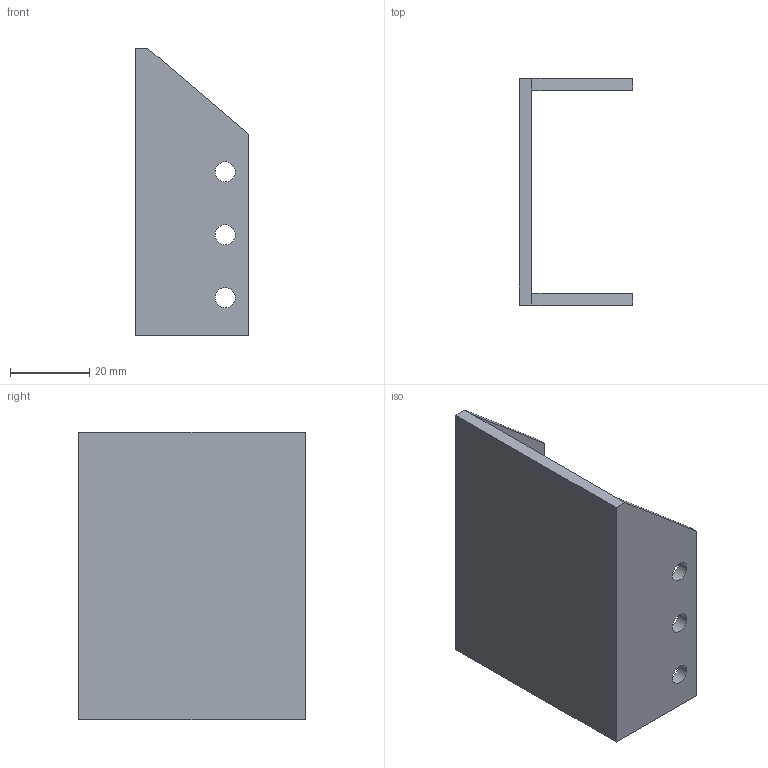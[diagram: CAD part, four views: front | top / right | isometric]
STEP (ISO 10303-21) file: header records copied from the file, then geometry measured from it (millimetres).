
FILE_DESCRIPTION(/* description */ (''),/* implementation_level */ '2;1');
FILE_NAME(/* name */ 'Cross-Brace Alignment Template A.step',/* time_stamp */ '2023-09-19T19:24:41-04:00',/* author */ (''),/* organization */ (''),/* preprocessor_version */ 'ST-DEVELOPER v20',/* originating_system */ 'Autodesk Translation Framework v12.9.0.99',/* authorisation */ '');
FILE_SCHEMA (('AUTOMOTIVE_DESIGN { 1 0 10303 214 3 1 1 }'));
Length unit declared in the file: inch
Products named in the file (1): Cross-Brace Alignment Template A
Bounding box: 28.57 x 57.15 x 72.39 mm (x, y, z)
Volume: 21916.4 mm3; surface area: 15607.3 mm2
Topology: 1 solids, 1 shells, 18 faces, 46 edges, 30 vertices
Faces by surface type: plane 12, cylinder 6
Full cylindrical faces by diameter (mm): 5.105 x6
Entity records: 605 total; most frequent: DIRECTION 96, CARTESIAN_POINT 95, ORIENTED_EDGE 92, EDGE_CURVE 46, LINE 34, VECTOR 34, AXIS2_PLACEMENT_3D 31, EDGE_LOOP 30
